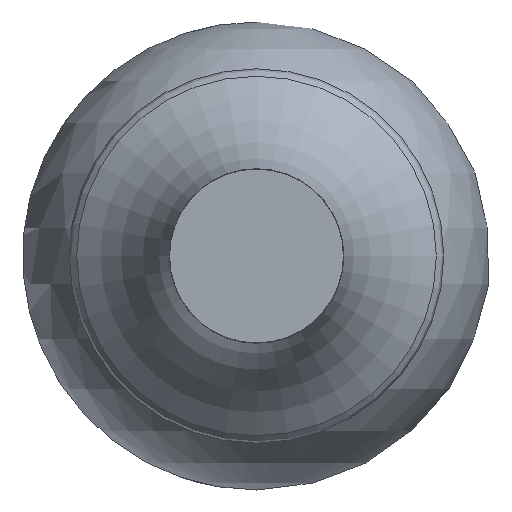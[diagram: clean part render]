
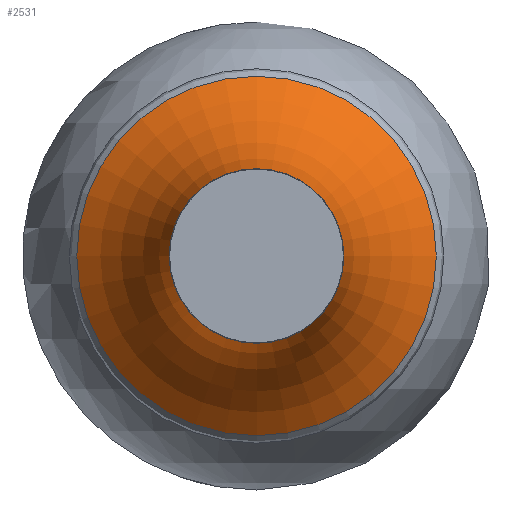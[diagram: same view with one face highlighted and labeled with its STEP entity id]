
A CAD part, front view. The second image highlights one B-rep face of the part: STEP entity #2531.
In plain terms, the highlighted toroidal (fillet/blend) face has major radius 23.757 mm and minor radius 17.5 mm.
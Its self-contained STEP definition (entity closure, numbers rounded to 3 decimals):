
#775 = DIRECTION ( 'NONE',  ( 1., 0., 0. ) ) ;
#929 = CARTESIAN_POINT ( 'NONE',  ( 0., 174.904, 0. ) ) ;
#1100 = VERTEX_POINT ( 'NONE', #7148 ) ;
#2529 = CARTESIAN_POINT ( 'NONE',  ( 13.443, 174.904, 0. ) ) ;
#2531 = ADVANCED_FACE ( 'NONE', ( #3953, #4314 ), #3342, .F. ) ;
#2987 = DIRECTION ( 'NONE',  ( 1., 0., 0. ) ) ;
#3046 = EDGE_LOOP ( 'NONE', ( #5263 ) ) ;
#3342 = TOROIDAL_SURFACE ( 'NONE', #3358, 23.757, 17.5 ) ;
#3358 = AXIS2_PLACEMENT_3D ( 'NONE', #7621, #5255, #775 ) ;
#3953 = FACE_OUTER_BOUND ( 'NONE', #3046, .T. ) ;
#4314 = FACE_OUTER_BOUND ( 'NONE', #8275, .T. ) ;
#4844 = EDGE_CURVE ( 'NONE', #5158, #5158, #7766, .T. ) ;
#5158 = VERTEX_POINT ( 'NONE', #2529 ) ;
#5255 = DIRECTION ( 'NONE',  ( 0., -1., 0. ) ) ;
#5263 = ORIENTED_EDGE ( 'NONE', *, *, #4844, .T. ) ;
#5418 = CIRCLE ( 'NONE', #8626, 6.531 ) ;
#5693 = CARTESIAN_POINT ( 'NONE',  ( 0., 163.853, 0. ) ) ;
#5718 = ORIENTED_EDGE ( 'NONE', *, *, #7610, .F. ) ;
#6144 = AXIS2_PLACEMENT_3D ( 'NONE', #929, #8538, #9152 ) ;
#6469 = DIRECTION ( 'NONE',  ( 0., -1., 0. ) ) ;
#7148 = CARTESIAN_POINT ( 'NONE',  ( 6.531, 163.853, 0. ) ) ;
#7610 = EDGE_CURVE ( 'NONE', #1100, #1100, #5418, .T. ) ;
#7621 = CARTESIAN_POINT ( 'NONE',  ( 0., 160.766, 0. ) ) ;
#7766 = CIRCLE ( 'NONE', #6144, 13.443 ) ;
#8275 = EDGE_LOOP ( 'NONE', ( #5718 ) ) ;
#8538 = DIRECTION ( 'NONE',  ( 0., -1., 0. ) ) ;
#8626 = AXIS2_PLACEMENT_3D ( 'NONE', #5693, #6469, #2987 ) ;
#9152 = DIRECTION ( 'NONE',  ( 1., 0., 0. ) ) ;
